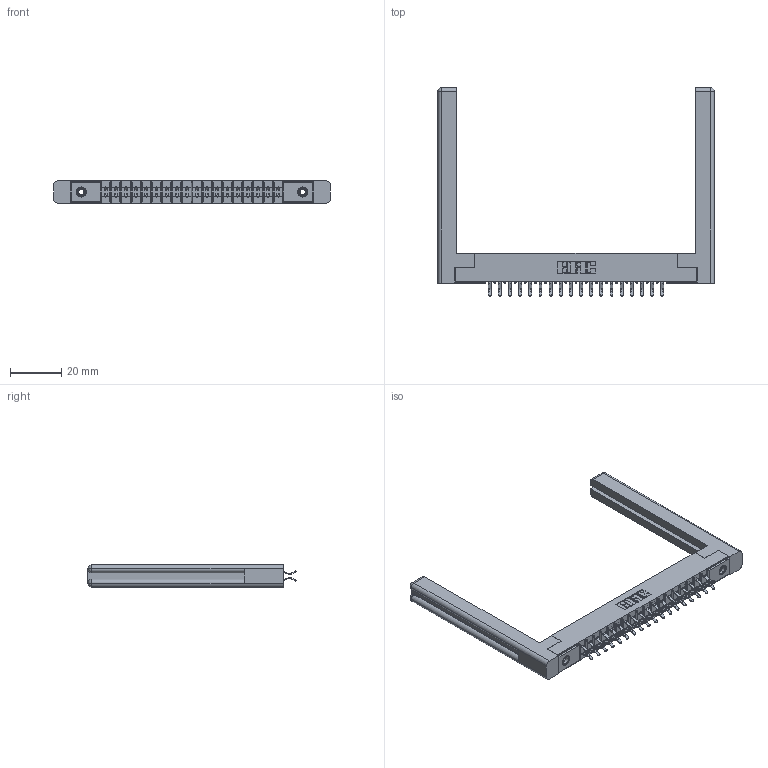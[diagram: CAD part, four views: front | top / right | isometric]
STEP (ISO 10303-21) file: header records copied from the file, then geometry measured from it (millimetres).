
FILE_DESCRIPTION (( 'STEP AP203' ), '1' );
FILE_NAME ('305-036-556-558.STEP', '2019-09-09T18:17:32', ( '' ), ( '' ), 'SwSTEP 2.0', 'SolidWorks 2016', '' );
FILE_SCHEMA (( 'CONFIG_CONTROL_DESIGN' ));
Length unit declared in the file: inch
Products named in the file (5): 305-290-001_556; 307-220-058; 305 Part_.156 Dia; 345-250-001_345-250-001-102; 305-036-556-558
Assembly tree (41 placements, depth 2):
  305-036-556-558
    305 Part_.156 Dia
    305-290-001_556  x36
    345-250-001_345-250-001-102  x2
    307-220-058  x2
Bounding box: 107.95 x 81.28 x 8.71 mm (x, y, z)
Volume: 14240.5 mm3; surface area: 17703.1 mm2
Topology: 41 solids, 41 shells, 2274 faces, 6484 edges, 4212 vertices
Faces by surface type: plane 1268, cylinder 910, sphere 72, cone 12, torus 12
Entity records: 25266 total; most frequent: CARTESIAN_POINT 4199, ORIENTED_EDGE 4106, DIRECTION 4047, EDGE_CURVE 2053, LINE 1619, VECTOR 1619, VERTEX_POINT 1312, AXIS2_PLACEMENT_3D 1214
